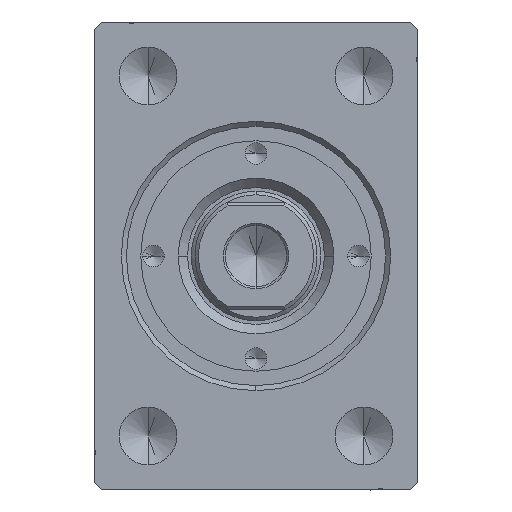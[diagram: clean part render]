
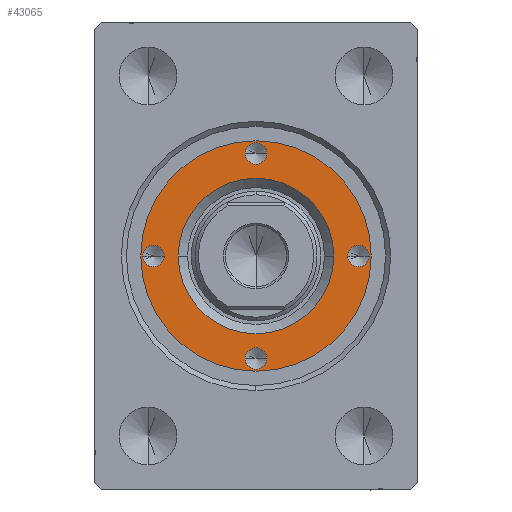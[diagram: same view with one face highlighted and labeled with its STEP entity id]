
A CAD part, left-side view. The second image highlights one B-rep face of the part: STEP entity #43065.
In plain terms, the highlighted face is planar.
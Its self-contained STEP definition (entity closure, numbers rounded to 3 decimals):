
#557 = EDGE_LOOP ( 'NONE', ( #35430, #21514 ) ) ;
#608 = EDGE_CURVE ( 'NONE', #35326, #34652, #28201, .T. ) ;
#1588 = ORIENTED_EDGE ( 'NONE', *, *, #608, .F. ) ;
#1833 = AXIS2_PLACEMENT_3D ( 'NONE', #37571, #14148, #13490 ) ;
#1876 = VERTEX_POINT ( 'NONE', #41912 ) ;
#2110 = PLANE ( 'NONE',  #11615 ) ;
#2117 = EDGE_LOOP ( 'NONE', ( #37679, #33477 ) ) ;
#2365 = VERTEX_POINT ( 'NONE', #21289 ) ;
#3594 = CIRCLE ( 'NONE', #28537, 16. ) ;
#3822 = CARTESIAN_POINT ( 'NONE',  ( -10.8, 0., 7. ) ) ;
#3995 = AXIS2_PLACEMENT_3D ( 'NONE', #39037, #38824, #18524 ) ;
#4386 = VERTEX_POINT ( 'NONE', #3822 ) ;
#4612 = DIRECTION ( 'NONE',  ( 0., 0., -1. ) ) ;
#4739 = EDGE_CURVE ( 'NONE', #1876, #28773, #6923, .T. ) ;
#4841 = EDGE_CURVE ( 'NONE', #28773, #1876, #20455, .T. ) ;
#5822 = VERTEX_POINT ( 'NONE', #40548 ) ;
#6075 = DIRECTION ( 'NONE',  ( 1., 0., 0. ) ) ;
#6118 = ORIENTED_EDGE ( 'NONE', *, *, #27259, .F. ) ;
#6158 = CARTESIAN_POINT ( 'NONE',  ( 16., 0., 7. ) ) ;
#6923 = CIRCLE ( 'NONE', #43959, 1.5 ) ;
#7553 = CARTESIAN_POINT ( 'NONE',  ( -1.5, -14.25, 7. ) ) ;
#7892 = CIRCLE ( 'NONE', #43545, 10.8 ) ;
#8713 = DIRECTION ( 'NONE',  ( 1., 0., 0. ) ) ;
#9662 = EDGE_CURVE ( 'NONE', #44134, #10354, #3594, .T. ) ;
#9720 = EDGE_LOOP ( 'NONE', ( #1588, #6118 ) ) ;
#10354 = VERTEX_POINT ( 'NONE', #31971 ) ;
#10592 = DIRECTION ( 'NONE',  ( 1., 0., 0. ) ) ;
#11513 = DIRECTION ( 'NONE',  ( 1., 0., 0. ) ) ;
#11615 = AXIS2_PLACEMENT_3D ( 'NONE', #36035, #42068, #11513 ) ;
#12147 = AXIS2_PLACEMENT_3D ( 'NONE', #14891, #38311, #28281 ) ;
#12304 = CARTESIAN_POINT ( 'NONE',  ( -15.75, 0., 7. ) ) ;
#12727 = DIRECTION ( 'NONE',  ( 0., 0., 1. ) ) ;
#12949 = EDGE_CURVE ( 'NONE', #5822, #16666, #16427, .T. ) ;
#13490 = DIRECTION ( 'NONE',  ( 1., 0., 0. ) ) ;
#13910 = DIRECTION ( 'NONE',  ( 1., 0., 0. ) ) ;
#14148 = DIRECTION ( 'NONE',  ( 0., 0., 1. ) ) ;
#14156 = ORIENTED_EDGE ( 'NONE', *, *, #4739, .F. ) ;
#14733 = EDGE_CURVE ( 'NONE', #2365, #4386, #42127, .T. ) ;
#14880 = CARTESIAN_POINT ( 'NONE',  ( -14.25, 0., 7. ) ) ;
#14891 = CARTESIAN_POINT ( 'NONE',  ( 0., -14.25, 7. ) ) ;
#15211 = EDGE_LOOP ( 'NONE', ( #28103, #33675 ) ) ;
#15602 = ORIENTED_EDGE ( 'NONE', *, *, #23766, .F. ) ;
#16427 = CIRCLE ( 'NONE', #12147, 1.5 ) ;
#16599 = ORIENTED_EDGE ( 'NONE', *, *, #22133, .F. ) ;
#16666 = VERTEX_POINT ( 'NONE', #7553 ) ;
#16828 = CIRCLE ( 'NONE', #1833, 1.5 ) ;
#18335 = DIRECTION ( 'NONE',  ( 0., 0., 1. ) ) ;
#18439 = DIRECTION ( 'NONE',  ( 1., 0., 0. ) ) ;
#18524 = DIRECTION ( 'NONE',  ( 1., 0., 0. ) ) ;
#20191 = CARTESIAN_POINT ( 'NONE',  ( -1.5, 14.25, 7. ) ) ;
#20455 = CIRCLE ( 'NONE', #35419, 1.5 ) ;
#21256 = ORIENTED_EDGE ( 'NONE', *, *, #4841, .F. ) ;
#21289 = CARTESIAN_POINT ( 'NONE',  ( 10.8, 0., 7. ) ) ;
#21514 = ORIENTED_EDGE ( 'NONE', *, *, #9662, .T. ) ;
#21683 = CARTESIAN_POINT ( 'NONE',  ( 0., 14.25, 7. ) ) ;
#21775 = FACE_BOUND ( 'NONE', #2117, .T. ) ;
#22133 = EDGE_CURVE ( 'NONE', #24110, #44001, #40243, .T. ) ;
#22153 = AXIS2_PLACEMENT_3D ( 'NONE', #14880, #24504, #38081 ) ;
#23236 = CARTESIAN_POINT ( 'NONE',  ( 15.75, 0., 7. ) ) ;
#23766 = EDGE_CURVE ( 'NONE', #44001, #24110, #42728, .T. ) ;
#24110 = VERTEX_POINT ( 'NONE', #20191 ) ;
#24504 = DIRECTION ( 'NONE',  ( 0., 0., 1. ) ) ;
#25990 = DIRECTION ( 'NONE',  ( 1., 0., 0. ) ) ;
#26002 = FACE_BOUND ( 'NONE', #9720, .T. ) ;
#26364 = DIRECTION ( 'NONE',  ( 0., 0., 1. ) ) ;
#26608 = EDGE_CURVE ( 'NONE', #4386, #2365, #7892, .T. ) ;
#26882 = CARTESIAN_POINT ( 'NONE',  ( 0., 0., 7. ) ) ;
#27259 = EDGE_CURVE ( 'NONE', #34652, #35326, #41407, .T. ) ;
#27392 = CIRCLE ( 'NONE', #31693, 16. ) ;
#28103 = ORIENTED_EDGE ( 'NONE', *, *, #12949, .F. ) ;
#28201 = CIRCLE ( 'NONE', #3995, 1.5 ) ;
#28281 = DIRECTION ( 'NONE',  ( 1., 0., 0. ) ) ;
#28463 = CARTESIAN_POINT ( 'NONE',  ( 14.25, 0., 7. ) ) ;
#28537 = AXIS2_PLACEMENT_3D ( 'NONE', #36845, #26364, #6075 ) ;
#28773 = VERTEX_POINT ( 'NONE', #23236 ) ;
#29114 = FACE_BOUND ( 'NONE', #15211, .T. ) ;
#31693 = AXIS2_PLACEMENT_3D ( 'NONE', #26882, #37364, #10592 ) ;
#31804 = DIRECTION ( 'NONE',  ( 0., 0., 1. ) ) ;
#31971 = CARTESIAN_POINT ( 'NONE',  ( -16., 0., 7. ) ) ;
#32245 = FACE_BOUND ( 'NONE', #33949, .T. ) ;
#32258 = CARTESIAN_POINT ( 'NONE',  ( 0., 0., 7. ) ) ;
#32678 = FACE_BOUND ( 'NONE', #37144, .T. ) ;
#32769 = EDGE_CURVE ( 'NONE', #10354, #44134, #27392, .T. ) ;
#33250 = CARTESIAN_POINT ( 'NONE',  ( 0., 14.25, 7. ) ) ;
#33307 = CARTESIAN_POINT ( 'NONE',  ( 0., 0., 7. ) ) ;
#33477 = ORIENTED_EDGE ( 'NONE', *, *, #26608, .T. ) ;
#33675 = ORIENTED_EDGE ( 'NONE', *, *, #36539, .F. ) ;
#33949 = EDGE_LOOP ( 'NONE', ( #21256, #14156 ) ) ;
#34299 = AXIS2_PLACEMENT_3D ( 'NONE', #32258, #38733, #18439 ) ;
#34652 = VERTEX_POINT ( 'NONE', #12304 ) ;
#35326 = VERTEX_POINT ( 'NONE', #43651 ) ;
#35419 = AXIS2_PLACEMENT_3D ( 'NONE', #42951, #42056, #42714 ) ;
#35430 = ORIENTED_EDGE ( 'NONE', *, *, #32769, .T. ) ;
#35590 = AXIS2_PLACEMENT_3D ( 'NONE', #33250, #12727, #8713 ) ;
#35816 = FACE_OUTER_BOUND ( 'NONE', #557, .T. ) ;
#36035 = CARTESIAN_POINT ( 'NONE',  ( 0., 0., 7. ) ) ;
#36428 = DIRECTION ( 'NONE',  ( 1., 0., 0. ) ) ;
#36539 = EDGE_CURVE ( 'NONE', #16666, #5822, #16828, .T. ) ;
#36845 = CARTESIAN_POINT ( 'NONE',  ( 0., 0., 7. ) ) ;
#37144 = EDGE_LOOP ( 'NONE', ( #15602, #16599 ) ) ;
#37364 = DIRECTION ( 'NONE',  ( 0., 0., 1. ) ) ;
#37571 = CARTESIAN_POINT ( 'NONE',  ( 0., -14.25, 7. ) ) ;
#37679 = ORIENTED_EDGE ( 'NONE', *, *, #14733, .T. ) ;
#38081 = DIRECTION ( 'NONE',  ( 1., 0., 0. ) ) ;
#38311 = DIRECTION ( 'NONE',  ( 0., 0., 1. ) ) ;
#38733 = DIRECTION ( 'NONE',  ( 0., 0., -1. ) ) ;
#38824 = DIRECTION ( 'NONE',  ( 0., 0., 1. ) ) ;
#39037 = CARTESIAN_POINT ( 'NONE',  ( -14.25, 0., 7. ) ) ;
#39524 = AXIS2_PLACEMENT_3D ( 'NONE', #21683, #18335, #13910 ) ;
#40243 = CIRCLE ( 'NONE', #39524, 1.5 ) ;
#40548 = CARTESIAN_POINT ( 'NONE',  ( 1.5, -14.25, 7. ) ) ;
#41210 = CARTESIAN_POINT ( 'NONE',  ( 1.5, 14.25, 7. ) ) ;
#41407 = CIRCLE ( 'NONE', #22153, 1.5 ) ;
#41912 = CARTESIAN_POINT ( 'NONE',  ( 12.75, 0., 7. ) ) ;
#42056 = DIRECTION ( 'NONE',  ( 0., 0., 1. ) ) ;
#42068 = DIRECTION ( 'NONE',  ( 0., 0., 1. ) ) ;
#42127 = CIRCLE ( 'NONE', #34299, 10.8 ) ;
#42714 = DIRECTION ( 'NONE',  ( 1., 0., 0. ) ) ;
#42728 = CIRCLE ( 'NONE', #35590, 1.5 ) ;
#42951 = CARTESIAN_POINT ( 'NONE',  ( 14.25, 0., 7. ) ) ;
#43065 = ADVANCED_FACE ( 'NONE', ( #26002, #32678, #32245, #29114, #21775, #35816 ), #2110, .T. ) ;
#43545 = AXIS2_PLACEMENT_3D ( 'NONE', #33307, #4612, #36428 ) ;
#43651 = CARTESIAN_POINT ( 'NONE',  ( -12.75, 0., 7. ) ) ;
#43959 = AXIS2_PLACEMENT_3D ( 'NONE', #28463, #31804, #25990 ) ;
#44001 = VERTEX_POINT ( 'NONE', #41210 ) ;
#44134 = VERTEX_POINT ( 'NONE', #6158 ) ;
